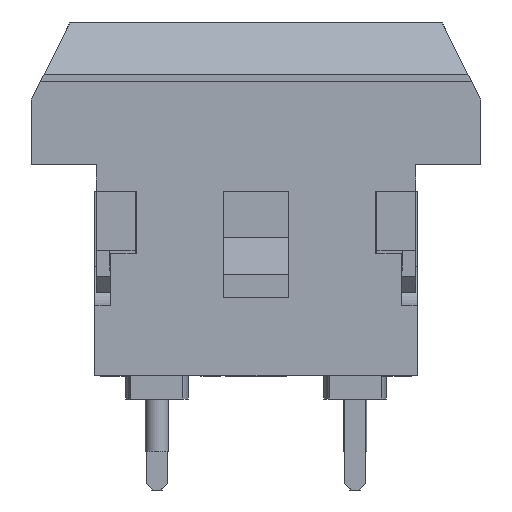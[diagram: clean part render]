
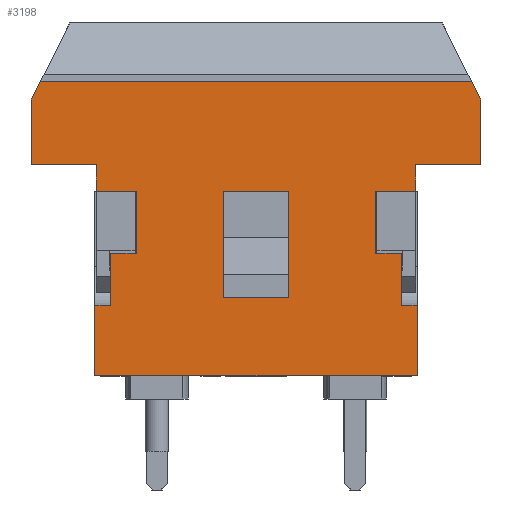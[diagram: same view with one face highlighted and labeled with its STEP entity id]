
A CAD part, left-side view. The second image highlights one B-rep face of the part: STEP entity #3198.
In plain terms, the highlighted planar face has unit normal (-1, 0, 0).
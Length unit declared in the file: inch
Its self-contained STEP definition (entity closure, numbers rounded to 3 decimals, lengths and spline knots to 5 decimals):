
#160=CARTESIAN_POINT('',(-0.34449,-0.1811,0.27953));
#161=VERTEX_POINT('',#160);
#194=CARTESIAN_POINT('',(-0.34449,-0.24213,0.27953));
#195=VERTEX_POINT('',#194);
#202=CARTESIAN_POINT('',(-0.34449,-0.1811,0.27953));
#203=DIRECTION('',(0.0,-1.0,0.0));
#204=VECTOR('',#203,0.06102);
#205=LINE('',#202,#204);
#206=EDGE_CURVE('',#161,#195,#205,.T.);
#218=CARTESIAN_POINT('',(-0.34449,0.1811,0.27953));
#219=VERTEX_POINT('',#218);
#226=CARTESIAN_POINT('',(-0.34449,0.24213,0.27953));
#227=VERTEX_POINT('',#226);
#228=CARTESIAN_POINT('',(-0.34449,0.24213,0.27953));
#229=DIRECTION('',(0.0,-1.0,0.0));
#230=VECTOR('',#229,0.06102);
#231=LINE('',#228,#230);
#232=EDGE_CURVE('',#227,#219,#231,.T.);
#272=CARTESIAN_POINT('',(-0.34449,0.04921,0.27953));
#273=VERTEX_POINT('',#272);
#290=CARTESIAN_POINT('',(-0.34449,-0.04921,0.27953));
#291=VERTEX_POINT('',#290);
#298=CARTESIAN_POINT('',(-0.34449,0.04921,0.27953));
#299=DIRECTION('',(0.0,-1.0,0.0));
#300=VECTOR('',#299,0.09843);
#301=LINE('',#298,#300);
#302=EDGE_CURVE('',#273,#291,#301,.T.);
#925=CARTESIAN_POINT('',(-0.34449,-0.24213,0.3189));
#926=VERTEX_POINT('',#925);
#933=CARTESIAN_POINT('',(-0.34449,-0.24213,0.3189));
#934=DIRECTION('',(0.0,0.0,-1.0));
#935=VECTOR('',#934,0.03937);
#936=LINE('',#933,#935);
#937=EDGE_CURVE('',#926,#195,#936,.T.);
#990=CARTESIAN_POINT('',(-0.34449,0.24213,0.3189));
#991=VERTEX_POINT('',#990);
#992=CARTESIAN_POINT('',(-0.34449,0.24213,0.3189));
#993=DIRECTION('',(0.0,0.0,-1.0));
#994=VECTOR('',#993,0.03937);
#995=LINE('',#992,#994);
#996=EDGE_CURVE('',#991,#227,#995,.T.);
#1122=CARTESIAN_POINT('',(-0.34449,0.34055,0.3189));
#1123=VERTEX_POINT('',#1122);
#1124=CARTESIAN_POINT('',(-0.34449,0.34055,0.3189));
#1125=DIRECTION('',(0.0,-1.0,0.0));
#1126=VECTOR('',#1125,0.09843);
#1127=LINE('',#1124,#1126);
#1128=EDGE_CURVE('',#1123,#991,#1127,.T.);
#1146=CARTESIAN_POINT('',(-0.34449,-0.34055,0.3189));
#1147=VERTEX_POINT('',#1146);
#1154=CARTESIAN_POINT('',(-0.34449,-0.24213,0.3189));
#1155=DIRECTION('',(0.0,-1.0,0.0));
#1156=VECTOR('',#1155,0.09843);
#1157=LINE('',#1154,#1156);
#1158=EDGE_CURVE('',#926,#1147,#1157,.T.);
#1934=CARTESIAN_POINT('',(-0.34449,-0.32677,0.44488));
#1935=VERTEX_POINT('',#1934);
#1936=CARTESIAN_POINT('',(-0.34449,-0.34055,0.41732));
#1937=VERTEX_POINT('',#1936);
#1938=CARTESIAN_POINT('',(-0.34449,-0.32677,0.44488));
#1939=DIRECTION('',(0.0,-0.447,-0.894));
#1940=VECTOR('',#1939,0.03081);
#1941=LINE('',#1938,#1940);
#1942=EDGE_CURVE('',#1935,#1937,#1941,.T.);
#1999=CARTESIAN_POINT('',(-0.34449,-0.34055,0.3189));
#2000=DIRECTION('',(0.0,0.0,1.0));
#2001=VECTOR('',#2000,0.09843);
#2002=LINE('',#1999,#2001);
#2003=EDGE_CURVE('',#1147,#1937,#2002,.T.);
#2029=CARTESIAN_POINT('',(-0.34449,0.32677,0.44488));
#2030=VERTEX_POINT('',#2029);
#2037=CARTESIAN_POINT('',(-0.34449,-0.32677,0.44488));
#2038=DIRECTION('',(0.0,1.0,0.0));
#2039=VECTOR('',#2038,0.65354);
#2040=LINE('',#2037,#2039);
#2041=EDGE_CURVE('',#1935,#2030,#2040,.T.);
#2131=CARTESIAN_POINT('',(-0.34449,0.34055,0.41732));
#2132=VERTEX_POINT('',#2131);
#2139=CARTESIAN_POINT('',(-0.34449,0.34055,0.41732));
#2140=DIRECTION('',(0.0,-0.447,0.894));
#2141=VECTOR('',#2140,0.03081);
#2142=LINE('',#2139,#2141);
#2143=EDGE_CURVE('',#2132,#2030,#2142,.T.);
#2170=CARTESIAN_POINT('',(-0.34449,0.34055,0.3189));
#2171=DIRECTION('',(0.0,0.0,1.0));
#2172=VECTOR('',#2171,0.09843);
#2173=LINE('',#2170,#2172);
#2174=EDGE_CURVE('',#1123,#2132,#2173,.T.);
#2782=CARTESIAN_POINT('',(-0.34449,0.04921,0.11811));
#2783=VERTEX_POINT('',#2782);
#2784=CARTESIAN_POINT('',(-0.34449,0.04921,0.11811));
#2785=DIRECTION('',(0.0,0.0,1.0));
#2786=VECTOR('',#2785,0.16142);
#2787=LINE('',#2784,#2786);
#2788=EDGE_CURVE('',#2783,#273,#2787,.T.);
#2822=CARTESIAN_POINT('',(-0.34449,0.1811,0.18504));
#2823=VERTEX_POINT('',#2822);
#2830=CARTESIAN_POINT('',(-0.34449,0.1811,0.27953));
#2831=DIRECTION('',(0.0,0.0,-1.0));
#2832=VECTOR('',#2831,0.09449);
#2833=LINE('',#2830,#2832);
#2834=EDGE_CURVE('',#219,#2823,#2833,.T.);
#2919=CARTESIAN_POINT('',(-0.34449,0.24409,0.0));
#2920=VERTEX_POINT('',#2919);
#2927=CARTESIAN_POINT('',(-0.34449,0.24409,0.1063));
#2928=VERTEX_POINT('',#2927);
#2929=CARTESIAN_POINT('',(-0.34449,0.24409,0.0));
#2930=DIRECTION('',(0.0,0.0,1.0));
#2931=VECTOR('',#2930,0.1063);
#2932=LINE('',#2929,#2931);
#2933=EDGE_CURVE('',#2920,#2928,#2932,.T.);
#2984=CARTESIAN_POINT('',(-0.34449,-0.24409,0.1063));
#2985=VERTEX_POINT('',#2984);
#2992=CARTESIAN_POINT('',(-0.34449,-0.24409,0.0));
#2993=VERTEX_POINT('',#2992);
#2994=CARTESIAN_POINT('',(-0.34449,-0.24409,0.0));
#2995=DIRECTION('',(0.0,0.0,1.0));
#2996=VECTOR('',#2995,0.1063);
#2997=LINE('',#2994,#2996);
#2998=EDGE_CURVE('',#2993,#2985,#2997,.T.);
#3063=CARTESIAN_POINT('',(-0.34449,-0.1811,0.18504));
#3064=VERTEX_POINT('',#3063);
#3099=CARTESIAN_POINT('',(-0.34449,-0.1811,0.18504));
#3100=DIRECTION('',(0.0,0.0,1.0));
#3101=VECTOR('',#3100,0.09449);
#3102=LINE('',#3099,#3101);
#3103=EDGE_CURVE('',#3064,#161,#3102,.T.);
#3108=CARTESIAN_POINT('',(-0.34449,-0.37461,-0.02224));
#3109=DIRECTION('',(-1.0,0.0,0.0));
#3110=DIRECTION('',(0.0,0.0,1.0));
#3111=AXIS2_PLACEMENT_3D('',#3108,#3109,#3110);
#3112=PLANE('',#3111);
#3113=ORIENTED_EDGE('',*,*,#2834,.T.);
#3114=CARTESIAN_POINT('',(-0.34449,0.22047,0.18504));
#3115=VERTEX_POINT('',#3114);
#3116=CARTESIAN_POINT('',(-0.34449,0.1811,0.18504));
#3117=DIRECTION('',(0.0,1.0,0.0));
#3118=VECTOR('',#3117,0.03937);
#3119=LINE('',#3116,#3118);
#3120=EDGE_CURVE('',#2823,#3115,#3119,.T.);
#3121=ORIENTED_EDGE('',*,*,#3120,.T.);
#3122=CARTESIAN_POINT('',(-0.34449,0.22047,0.1063));
#3123=VERTEX_POINT('',#3122);
#3124=CARTESIAN_POINT('',(-0.34449,0.22047,0.1063));
#3125=DIRECTION('',(0.0,0.0,1.0));
#3126=VECTOR('',#3125,0.07874);
#3127=LINE('',#3124,#3126);
#3128=EDGE_CURVE('',#3123,#3115,#3127,.T.);
#3129=ORIENTED_EDGE('',*,*,#3128,.F.);
#3130=CARTESIAN_POINT('',(-0.34449,0.22047,0.1063));
#3131=DIRECTION('',(0.0,1.0,0.0));
#3132=VECTOR('',#3131,0.02362);
#3133=LINE('',#3130,#3132);
#3134=EDGE_CURVE('',#3123,#2928,#3133,.T.);
#3135=ORIENTED_EDGE('',*,*,#3134,.T.);
#3136=ORIENTED_EDGE('',*,*,#2933,.F.);
#3137=CARTESIAN_POINT('',(-0.34449,-0.24409,0.0));
#3138=DIRECTION('',(0.0,1.0,0.0));
#3139=VECTOR('',#3138,0.48819);
#3140=LINE('',#3137,#3139);
#3141=EDGE_CURVE('',#2993,#2920,#3140,.T.);
#3142=ORIENTED_EDGE('',*,*,#3141,.F.);
#3143=ORIENTED_EDGE('',*,*,#2998,.T.);
#3144=CARTESIAN_POINT('',(-0.34449,-0.22047,0.1063));
#3145=VERTEX_POINT('',#3144);
#3146=CARTESIAN_POINT('',(-0.34449,-0.24409,0.1063));
#3147=DIRECTION('',(0.0,1.0,0.0));
#3148=VECTOR('',#3147,0.02362);
#3149=LINE('',#3146,#3148);
#3150=EDGE_CURVE('',#2985,#3145,#3149,.T.);
#3151=ORIENTED_EDGE('',*,*,#3150,.T.);
#3152=CARTESIAN_POINT('',(-0.34449,-0.22047,0.18504));
#3153=VERTEX_POINT('',#3152);
#3154=CARTESIAN_POINT('',(-0.34449,-0.22047,0.1063));
#3155=DIRECTION('',(0.0,0.0,1.0));
#3156=VECTOR('',#3155,0.07874);
#3157=LINE('',#3154,#3156);
#3158=EDGE_CURVE('',#3145,#3153,#3157,.T.);
#3159=ORIENTED_EDGE('',*,*,#3158,.T.);
#3160=CARTESIAN_POINT('',(-0.34449,-0.1811,0.18504));
#3161=DIRECTION('',(0.0,-1.0,0.0));
#3162=VECTOR('',#3161,0.03937);
#3163=LINE('',#3160,#3162);
#3164=EDGE_CURVE('',#3064,#3153,#3163,.T.);
#3165=ORIENTED_EDGE('',*,*,#3164,.F.);
#3166=ORIENTED_EDGE('',*,*,#3103,.T.);
#3167=ORIENTED_EDGE('',*,*,#206,.T.);
#3168=ORIENTED_EDGE('',*,*,#937,.F.);
#3169=ORIENTED_EDGE('',*,*,#1158,.T.);
#3170=ORIENTED_EDGE('',*,*,#2003,.T.);
#3171=ORIENTED_EDGE('',*,*,#1942,.F.);
#3172=ORIENTED_EDGE('',*,*,#2041,.T.);
#3173=ORIENTED_EDGE('',*,*,#2143,.F.);
#3174=ORIENTED_EDGE('',*,*,#2174,.F.);
#3175=ORIENTED_EDGE('',*,*,#1128,.T.);
#3176=ORIENTED_EDGE('',*,*,#996,.T.);
#3177=ORIENTED_EDGE('',*,*,#232,.T.);
#3178=EDGE_LOOP('',(#3113,#3121,#3129,#3135,#3136,#3142,#3143,#3151,#3159,#3165,#3166,#3167,#3168,#3169,#3170,#3171,#3172,#3173,#3174,#3175,#3176,#3177));
#3179=FACE_OUTER_BOUND('',#3178,.T.);
#3180=ORIENTED_EDGE('',*,*,#302,.T.);
#3181=CARTESIAN_POINT('',(-0.34449,-0.04921,0.11811));
#3182=VERTEX_POINT('',#3181);
#3183=CARTESIAN_POINT('',(-0.34449,-0.04921,0.27953));
#3184=DIRECTION('',(0.0,0.0,-1.0));
#3185=VECTOR('',#3184,0.16142);
#3186=LINE('',#3183,#3185);
#3187=EDGE_CURVE('',#291,#3182,#3186,.T.);
#3188=ORIENTED_EDGE('',*,*,#3187,.T.);
#3189=CARTESIAN_POINT('',(-0.34449,-0.04921,0.11811));
#3190=DIRECTION('',(0.0,1.0,0.0));
#3191=VECTOR('',#3190,0.09843);
#3192=LINE('',#3189,#3191);
#3193=EDGE_CURVE('',#3182,#2783,#3192,.T.);
#3194=ORIENTED_EDGE('',*,*,#3193,.T.);
#3195=ORIENTED_EDGE('',*,*,#2788,.T.);
#3196=EDGE_LOOP('',(#3180,#3188,#3194,#3195));
#3197=FACE_BOUND('',#3196,.T.);
#3198=ADVANCED_FACE('',(#3179,#3197),#3112,.T.);
